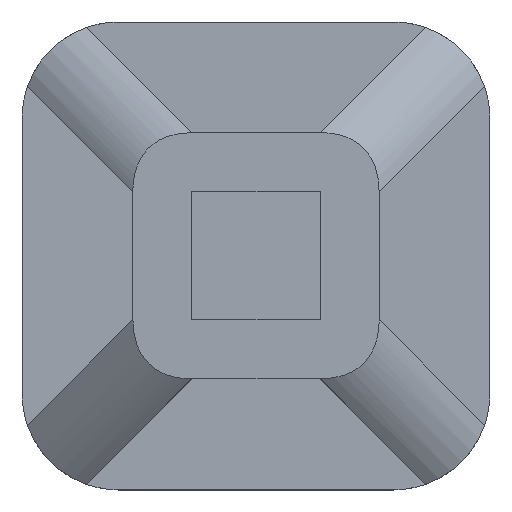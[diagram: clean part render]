
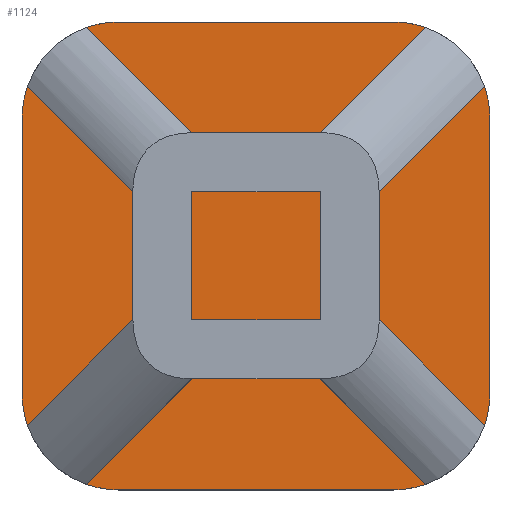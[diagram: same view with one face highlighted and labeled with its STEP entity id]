
A CAD part, top view. The second image highlights one B-rep face of the part: STEP entity #1124.
In plain terms, the highlighted planar face has unit normal (0, 0, 1).
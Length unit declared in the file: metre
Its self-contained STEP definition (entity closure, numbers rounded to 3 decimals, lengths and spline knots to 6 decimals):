
#34=CIRCLE('',#1231,0.003909);
#35=CIRCLE('',#1232,0.003909);
#36=CIRCLE('',#1233,0.003909);
#37=CIRCLE('',#1234,0.003909);
#38=CIRCLE('',#1235,0.003909);
#39=CIRCLE('',#1236,0.003909);
#40=CIRCLE('',#1237,0.003909);
#41=CIRCLE('',#1238,0.003909);
#248=ORIENTED_EDGE('',*,*,#500,.F.);
#249=ORIENTED_EDGE('',*,*,#501,.T.);
#250=ORIENTED_EDGE('',*,*,#468,.F.);
#251=ORIENTED_EDGE('',*,*,#441,.F.);
#252=ORIENTED_EDGE('',*,*,#502,.F.);
#253=ORIENTED_EDGE('',*,*,#471,.T.);
#254=ORIENTED_EDGE('',*,*,#503,.T.);
#255=ORIENTED_EDGE('',*,*,#504,.F.);
#256=ORIENTED_EDGE('',*,*,#505,.T.);
#257=ORIENTED_EDGE('',*,*,#477,.F.);
#258=ORIENTED_EDGE('',*,*,#506,.T.);
#259=ORIENTED_EDGE('',*,*,#460,.F.);
#260=ORIENTED_EDGE('',*,*,#481,.F.);
#261=ORIENTED_EDGE('',*,*,#507,.T.);
#262=ORIENTED_EDGE('',*,*,#508,.F.);
#263=ORIENTED_EDGE('',*,*,#509,.T.);
#264=ORIENTED_EDGE('',*,*,#486,.F.);
#265=ORIENTED_EDGE('',*,*,#466,.F.);
#266=ORIENTED_EDGE('',*,*,#510,.T.);
#267=ORIENTED_EDGE('',*,*,#489,.T.);
#268=ORIENTED_EDGE('',*,*,#511,.T.);
#269=ORIENTED_EDGE('',*,*,#512,.F.);
#270=ORIENTED_EDGE('',*,*,#513,.T.);
#271=ORIENTED_EDGE('',*,*,#491,.F.);
#272=ORIENTED_EDGE('',*,*,#514,.F.);
#273=ORIENTED_EDGE('',*,*,#451,.F.);
#274=ORIENTED_EDGE('',*,*,#495,.T.);
#275=ORIENTED_EDGE('',*,*,#515,.T.);
#441=EDGE_CURVE('',#590,#591,#685,.T.);
#451=EDGE_CURVE('',#599,#597,#695,.T.);
#460=EDGE_CURVE('',#600,#601,#704,.T.);
#466=EDGE_CURVE('',#604,#605,#710,.T.);
#468=EDGE_CURVE('',#591,#606,#712,.T.);
#471=EDGE_CURVE('',#608,#607,#715,.T.);
#477=EDGE_CURVE('',#611,#612,#721,.T.);
#481=EDGE_CURVE('',#613,#600,#725,.T.);
#486=EDGE_CURVE('',#605,#614,#730,.T.);
#489=EDGE_CURVE('',#616,#615,#733,.T.);
#491=EDGE_CURVE('',#617,#618,#735,.T.);
#495=EDGE_CURVE('',#599,#619,#739,.T.);
#500=EDGE_CURVE('',#620,#621,#740,.F.);
#501=EDGE_CURVE('',#620,#606,#34,.T.);
#502=EDGE_CURVE('',#608,#590,#741,.T.);
#503=EDGE_CURVE('',#607,#622,#35,.T.);
#504=EDGE_CURVE('',#623,#622,#742,.F.);
#505=EDGE_CURVE('',#623,#612,#36,.T.);
#506=EDGE_CURVE('',#611,#601,#743,.T.);
#507=EDGE_CURVE('',#613,#624,#37,.T.);
#508=EDGE_CURVE('',#625,#624,#744,.F.);
#509=EDGE_CURVE('',#625,#614,#38,.T.);
#510=EDGE_CURVE('',#604,#616,#745,.T.);
#511=EDGE_CURVE('',#615,#626,#39,.T.);
#512=EDGE_CURVE('',#627,#626,#746,.F.);
#513=EDGE_CURVE('',#627,#618,#40,.T.);
#514=EDGE_CURVE('',#597,#617,#747,.T.);
#515=EDGE_CURVE('',#619,#621,#41,.T.);
#590=VERTEX_POINT('',#1729);
#591=VERTEX_POINT('',#1731);
#597=VERTEX_POINT('',#1746);
#599=VERTEX_POINT('',#1750);
#600=VERTEX_POINT('',#1765);
#601=VERTEX_POINT('',#1766);
#604=VERTEX_POINT('',#1775);
#605=VERTEX_POINT('',#1777);
#606=VERTEX_POINT('',#1781);
#607=VERTEX_POINT('',#1785);
#608=VERTEX_POINT('',#1787);
#611=VERTEX_POINT('',#1798);
#612=VERTEX_POINT('',#1799);
#613=VERTEX_POINT('',#1804);
#614=VERTEX_POINT('',#1813);
#615=VERTEX_POINT('',#1817);
#616=VERTEX_POINT('',#1819);
#617=VERTEX_POINT('',#1823);
#618=VERTEX_POINT('',#1824);
#619=VERTEX_POINT('',#1829);
#620=VERTEX_POINT('',#1838);
#621=VERTEX_POINT('',#1839);
#622=VERTEX_POINT('',#1843);
#623=VERTEX_POINT('',#1845);
#624=VERTEX_POINT('',#1849);
#625=VERTEX_POINT('',#1851);
#626=VERTEX_POINT('',#1855);
#627=VERTEX_POINT('',#1857);
#685=LINE('',#1730,#813);
#695=LINE('',#1751,#823);
#704=LINE('',#1764,#832);
#710=LINE('',#1776,#838);
#712=LINE('',#1780,#840);
#715=LINE('',#1786,#843);
#721=LINE('',#1797,#849);
#725=LINE('',#1805,#853);
#730=LINE('',#1812,#858);
#733=LINE('',#1818,#861);
#735=LINE('',#1822,#863);
#739=LINE('',#1830,#867);
#740=LINE('',#1837,#868);
#741=LINE('',#1841,#869);
#742=LINE('',#1844,#870);
#743=LINE('',#1847,#871);
#744=LINE('',#1850,#872);
#745=LINE('',#1853,#873);
#746=LINE('',#1856,#874);
#747=LINE('',#1859,#875);
#813=VECTOR('',#1393,1.);
#823=VECTOR('',#1407,1.);
#832=VECTOR('',#1424,1.);
#838=VECTOR('',#1432,1.);
#840=VECTOR('',#1436,1.);
#843=VECTOR('',#1441,1.);
#849=VECTOR('',#1451,1.);
#853=VECTOR('',#1457,1.);
#858=VECTOR('',#1466,1.);
#861=VECTOR('',#1471,1.);
#863=VECTOR('',#1475,1.);
#867=VECTOR('',#1481,1.);
#868=VECTOR('',#1494,1.);
#869=VECTOR('',#1497,1.);
#870=VECTOR('',#1500,1.);
#871=VECTOR('',#1503,1.);
#872=VECTOR('',#1506,1.);
#873=VECTOR('',#1509,1.);
#874=VECTOR('',#1512,1.);
#875=VECTOR('',#1515,1.);
#940=EDGE_LOOP('',(#248,#249,#250,#251,#252,#253,#254,#255,#256,#257,#258,
#259,#260,#261,#262,#263,#264,#265,#266,#267,#268,#269,#270,#271,#272,#273,
#274,#275));
#1010=FACE_BOUND('',#940,.T.);
#1068=PLANE('',#1230);
#1124=ADVANCED_FACE('',(#1010),#1068,.T.);
#1230=AXIS2_PLACEMENT_3D('',#1836,#1492,#1493);
#1231=AXIS2_PLACEMENT_3D('',#1840,#1495,#1496);
#1232=AXIS2_PLACEMENT_3D('',#1842,#1498,#1499);
#1233=AXIS2_PLACEMENT_3D('',#1846,#1501,#1502);
#1234=AXIS2_PLACEMENT_3D('',#1848,#1504,#1505);
#1235=AXIS2_PLACEMENT_3D('',#1852,#1507,#1508);
#1236=AXIS2_PLACEMENT_3D('',#1854,#1510,#1511);
#1237=AXIS2_PLACEMENT_3D('',#1858,#1513,#1514);
#1238=AXIS2_PLACEMENT_3D('',#1860,#1516,#1517);
#1393=DIRECTION('',(0.,1.,0.));
#1407=DIRECTION('',(0.,-1.,0.));
#1424=DIRECTION('',(0.,1.,0.));
#1432=DIRECTION('',(0.,-1.,0.));
#1436=DIRECTION('',(-0.707,0.707,0.));
#1441=DIRECTION('',(-0.707,0.707,0.));
#1451=DIRECTION('',(-0.707,-0.707,0.));
#1457=DIRECTION('',(0.707,0.707,0.));
#1466=DIRECTION('',(0.707,-0.707,0.));
#1471=DIRECTION('',(0.707,-0.707,0.));
#1475=DIRECTION('',(0.707,0.707,0.));
#1481=DIRECTION('',(0.707,0.707,0.));
#1492=DIRECTION('',(0.,0.,1.));
#1493=DIRECTION('',(1.,0.,0.));
#1494=DIRECTION('',(-1.,0.,0.));
#1495=DIRECTION('',(0.,0.,1.));
#1496=DIRECTION('',(1.,0.,0.));
#1497=DIRECTION('',(1.,0.,0.));
#1498=DIRECTION('',(0.,0.,1.));
#1499=DIRECTION('',(1.,0.,0.));
#1500=DIRECTION('',(0.,-1.,0.));
#1501=DIRECTION('',(0.,0.,1.));
#1502=DIRECTION('',(1.,0.,0.));
#1503=DIRECTION('',(1.,0.,0.));
#1504=DIRECTION('',(0.,0.,1.));
#1505=DIRECTION('',(1.,0.,0.));
#1506=DIRECTION('',(1.,0.,0.));
#1507=DIRECTION('',(0.,0.,1.));
#1508=DIRECTION('',(1.,0.,0.));
#1509=DIRECTION('',(1.,0.,0.));
#1510=DIRECTION('',(0.,0.,1.));
#1511=DIRECTION('',(1.,0.,0.));
#1512=DIRECTION('',(0.,1.,0.));
#1513=DIRECTION('',(0.,0.,1.));
#1514=DIRECTION('',(1.,0.,0.));
#1515=DIRECTION('',(1.,0.,0.));
#1516=DIRECTION('',(0.,0.,1.));
#1517=DIRECTION('',(1.,0.,0.));
#1729=CARTESIAN_POINT('',(-0.00178,-0.0069,0.));
#1730=CARTESIAN_POINT('',(-0.00178,-0.0095,0.));
#1731=CARTESIAN_POINT('',(-0.00178,-0.0045,0.));
#1746=CARTESIAN_POINT('',(0.00342,-0.0069,0.));
#1750=CARTESIAN_POINT('',(0.00342,-0.0045,0.));
#1751=CARTESIAN_POINT('',(0.00342,-0.0095,0.));
#1764=CARTESIAN_POINT('',(-0.00178,-0.0095,0.));
#1765=CARTESIAN_POINT('',(-0.00178,-0.0145,0.));
#1766=CARTESIAN_POINT('',(-0.00178,-0.0121,0.));
#1775=CARTESIAN_POINT('',(0.00342,-0.0121,0.));
#1776=CARTESIAN_POINT('',(0.00342,-0.0095,0.));
#1777=CARTESIAN_POINT('',(0.00342,-0.0145,0.));
#1780=CARTESIAN_POINT('',(-0.002007,-0.004273,0.));
#1781=CARTESIAN_POINT('',(-0.006061,-0.000219,0.));
#1785=CARTESIAN_POINT('',(-0.008461,-0.002619,0.));
#1786=CARTESIAN_POINT('',(-0.004407,-0.006673,0.));
#1787=CARTESIAN_POINT('',(-0.00418,-0.0069,0.));
#1797=CARTESIAN_POINT('',(-0.005217,-0.013136,0.));
#1798=CARTESIAN_POINT('',(-0.00418,-0.0121,0.));
#1799=CARTESIAN_POINT('',(-0.008461,-0.016381,0.));
#1804=CARTESIAN_POINT('',(-0.006061,-0.018781,0.));
#1805=CARTESIAN_POINT('',(-0.002817,-0.015536,0.));
#1812=CARTESIAN_POINT('',(0.004456,-0.015536,0.));
#1813=CARTESIAN_POINT('',(0.007701,-0.018781,0.));
#1817=CARTESIAN_POINT('',(0.010101,-0.016381,0.));
#1818=CARTESIAN_POINT('',(0.006856,-0.013136,0.));
#1819=CARTESIAN_POINT('',(0.00582,-0.0121,0.));
#1822=CARTESIAN_POINT('',(0.006046,-0.006673,0.));
#1823=CARTESIAN_POINT('',(0.00582,-0.0069,0.));
#1824=CARTESIAN_POINT('',(0.010101,-0.002619,0.));
#1829=CARTESIAN_POINT('',(0.007701,-0.000219,0.));
#1830=CARTESIAN_POINT('',(0.003646,-0.004273,0.));
#1836=CARTESIAN_POINT('',(0.00082,-0.0095,0.));
#1837=CARTESIAN_POINT('',(0.00082,0.,0.));
#1838=CARTESIAN_POINT('',(-0.004771,0.,0.));
#1839=CARTESIAN_POINT('',(0.006411,0.,0.));
#1840=CARTESIAN_POINT('',(-0.004771,-0.003909,0.));
#1841=CARTESIAN_POINT('',(-0.004182,-0.0069,0.));
#1842=CARTESIAN_POINT('',(-0.004771,-0.003909,0.));
#1843=CARTESIAN_POINT('',(-0.00868,-0.003909,0.));
#1844=CARTESIAN_POINT('',(-0.00868,-0.0095,0.));
#1845=CARTESIAN_POINT('',(-0.00868,-0.015091,0.));
#1846=CARTESIAN_POINT('',(-0.004771,-0.015091,0.));
#1847=CARTESIAN_POINT('',(-0.004182,-0.0121,0.));
#1848=CARTESIAN_POINT('',(-0.004771,-0.015091,0.));
#1849=CARTESIAN_POINT('',(-0.004771,-0.019,0.));
#1850=CARTESIAN_POINT('',(0.00082,-0.019,0.));
#1851=CARTESIAN_POINT('',(0.006411,-0.019,0.));
#1852=CARTESIAN_POINT('',(0.006411,-0.015091,0.));
#1853=CARTESIAN_POINT('',(-0.004182,-0.0121,0.));
#1854=CARTESIAN_POINT('',(0.006411,-0.015091,0.));
#1855=CARTESIAN_POINT('',(0.01032,-0.015091,0.));
#1856=CARTESIAN_POINT('',(0.01032,-0.0095,0.));
#1857=CARTESIAN_POINT('',(0.01032,-0.003909,0.));
#1858=CARTESIAN_POINT('',(0.006411,-0.003909,0.));
#1859=CARTESIAN_POINT('',(-0.004182,-0.0069,0.));
#1860=CARTESIAN_POINT('',(0.006411,-0.003909,0.));
